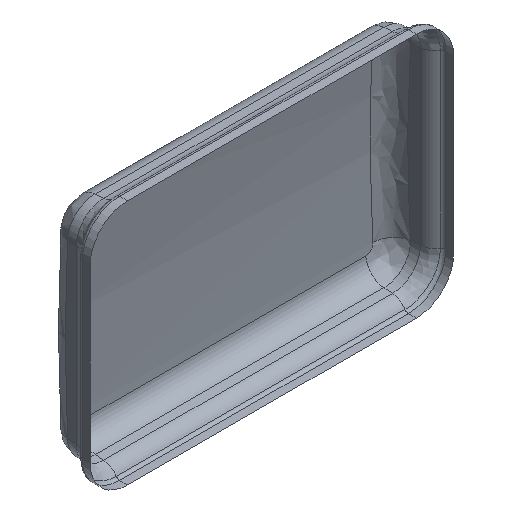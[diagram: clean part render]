
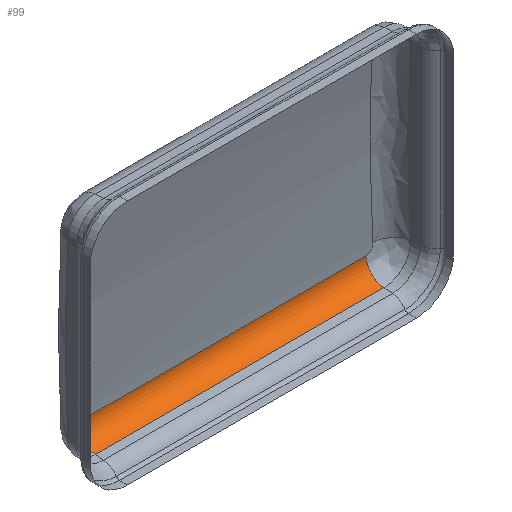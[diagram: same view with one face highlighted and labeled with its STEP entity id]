
A CAD part, isometric view. The second image highlights one B-rep face of the part: STEP entity #99.
In plain terms, the highlighted cylindrical face has radius 6.35 mm (diameter 12.7 mm), a partial arc.
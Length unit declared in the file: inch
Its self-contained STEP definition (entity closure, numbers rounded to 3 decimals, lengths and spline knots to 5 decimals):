
#99 = ADVANCED_FACE ( 'NONE', ( #877 ), #876, .T. ) ;
#100 = EDGE_LOOP ( 'NONE', ( #101, #104, #107, #109 ) ) ;
#101 = ORIENTED_EDGE ( 'NONE', *, *, #102, .F. ) ;
#102 = EDGE_CURVE ( 'NONE', #103, #114, #875, .T. ) ;
#103 = VERTEX_POINT ( 'NONE', #953 ) ;
#104 = ORIENTED_EDGE ( 'NONE', *, *, #105, .F. ) ;
#105 = EDGE_CURVE ( 'NONE', #106, #103, #952, .T. ) ;
#106 = VERTEX_POINT ( 'NONE', #948 ) ;
#107 = ORIENTED_EDGE ( 'NONE', *, *, #108, .F. ) ;
#108 = EDGE_CURVE ( 'NONE', #129, #106, #1009, .T. ) ;
#109 = ORIENTED_EDGE ( 'NONE', *, *, #116, .T. ) ;
#114 = VERTEX_POINT ( 'NONE', #1306 ) ;
#116 = EDGE_CURVE ( 'NONE', #129, #114, #1088, .T. ) ;
#129 = VERTEX_POINT ( 'NONE', #1190 ) ;
#870 = AXIS2_PLACEMENT_3D ( 'NONE', #956, #955, #954 ) ;
#871 = DIRECTION ( 'NONE',  ( 0., 0., -1. ) ) ;
#872 = DIRECTION ( 'NONE',  ( 1., 0., 0. ) ) ;
#873 = CARTESIAN_POINT ( 'NONE',  ( -1.844, 0.39619, -1.19068 ) ) ;
#874 = AXIS2_PLACEMENT_3D ( 'NONE', #873, #872, #871 ) ;
#875 = CIRCLE ( 'NONE', #870, 0.25 ) ;
#876 = CYLINDRICAL_SURFACE ( 'NONE', #874, 0.25 ) ;
#877 = FACE_OUTER_BOUND ( 'NONE', #100, .T. ) ;
#948 = CARTESIAN_POINT ( 'NONE',  ( -1.844, 0.41363, -1.44008 ) ) ;
#949 = DIRECTION ( 'NONE',  ( 1., 0., 0. ) ) ;
#950 = VECTOR ( 'NONE', #949, 39.37008 ) ;
#951 = CARTESIAN_POINT ( 'NONE',  ( 0., 0.41363, -1.44008 ) ) ;
#952 = LINE ( 'NONE', #951, #950 ) ;
#953 = CARTESIAN_POINT ( 'NONE',  ( 1.844, 0.41363, -1.44008 ) ) ;
#954 = DIRECTION ( 'NONE',  ( 0., 0., -1. ) ) ;
#955 = DIRECTION ( 'NONE',  ( 1., 0., 0. ) ) ;
#956 = CARTESIAN_POINT ( 'NONE',  ( 1.844, 0.39619, -1.19068 ) ) ;
#1005 = DIRECTION ( 'NONE',  ( 0., 0., -1. ) ) ;
#1006 = DIRECTION ( 'NONE',  ( -1., 0., 0. ) ) ;
#1007 = CARTESIAN_POINT ( 'NONE',  ( -1.844, 0.39619, -1.19068 ) ) ;
#1008 = AXIS2_PLACEMENT_3D ( 'NONE', #1007, #1006, #1005 ) ;
#1009 = CIRCLE ( 'NONE', #1008, 0.25 ) ;
#1085 = DIRECTION ( 'NONE',  ( 1., 0., 0. ) ) ;
#1086 = VECTOR ( 'NONE', #1085, 39.37008 ) ;
#1087 = CARTESIAN_POINT ( 'NONE',  ( 0., 0.64565, -1.20712 ) ) ;
#1088 = LINE ( 'NONE', #1087, #1086 ) ;
#1190 = CARTESIAN_POINT ( 'NONE',  ( -1.844, 0.64565, -1.20712 ) ) ;
#1306 = CARTESIAN_POINT ( 'NONE',  ( 1.844, 0.64565, -1.20712 ) ) ;
